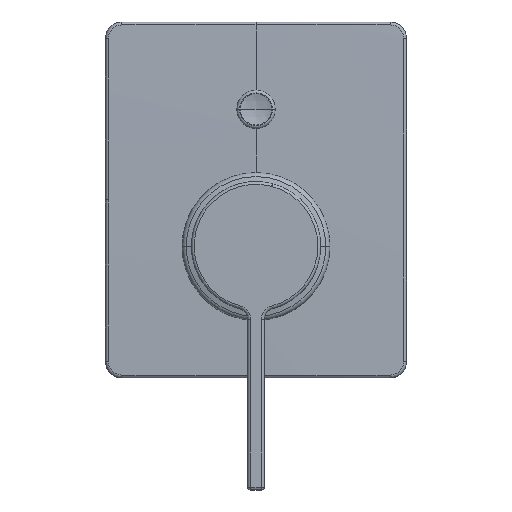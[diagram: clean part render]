
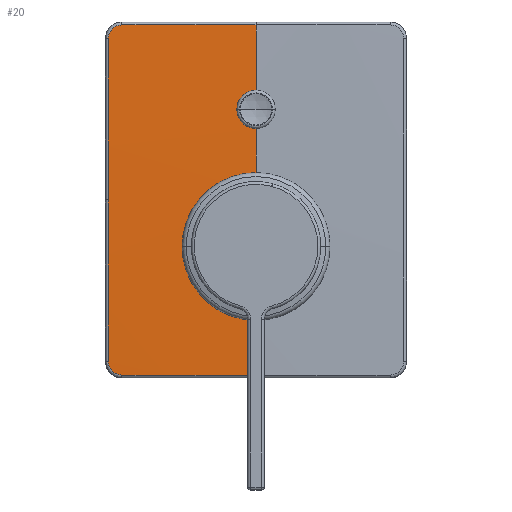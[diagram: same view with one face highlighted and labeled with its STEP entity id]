
A CAD part, top view. The second image highlights one B-rep face of the part: STEP entity #20.
In plain terms, the highlighted spherical face has radius 3500 mm.
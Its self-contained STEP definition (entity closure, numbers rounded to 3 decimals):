
#20 = ADVANCED_FACE ( 'NONE', ( #3571 ), #1820, .T. ) ;
#46 = EDGE_CURVE ( 'NONE', #2304, #3135, #3642, .T. ) ;
#140 = ORIENTED_EDGE ( 'NONE', *, *, #2968, .T. ) ;
#239 = VERTEX_POINT ( 'NONE', #3132 ) ;
#314 = CIRCLE ( 'NONE', #962, 3498.111 ) ;
#320 = CIRCLE ( 'NONE', #2003, 3497.768 ) ;
#333 = ORIENTED_EDGE ( 'NONE', *, *, #2046, .T. ) ;
#396 = B_SPLINE_CURVE_WITH_KNOTS ( 'NONE', 3,
 ( #1085, #1726, #2371, #4025, #4064, #1130 ),
 .UNSPECIFIED., .F., .F.,
 ( 4, 2, 4 ),
 ( 0., 0.5, 1. ),
 .UNSPECIFIED. ) ;
#423 = ORIENTED_EDGE ( 'NONE', *, *, #857, .T. ) ;
#487 = CARTESIAN_POINT ( 'NONE',  ( 10.197, 117.441, -3360.017 ) ) ;
#536 = VERTEX_POINT ( 'NONE', #4112 ) ;
#569 = VERTEX_POINT ( 'NONE', #649 ) ;
#575 = DIRECTION ( 'NONE',  ( 0., -1., -0.017 ) ) ;
#649 = CARTESIAN_POINT ( 'NONE',  ( -43.728, 176.457, 139.07 ) ) ;
#777 = CARTESIAN_POINT ( 'NONE',  ( -43.196, 55.858, 139.034 ) ) ;
#782 = AXIS2_PLACEMENT_3D ( 'NONE', #1681, #3891, #2011 ) ;
#795 = CARTESIAN_POINT ( 'NONE',  ( -43.728, 57.127, 139.048 ) ) ;
#806 = DIRECTION ( 'NONE',  ( -1., 0., 0. ) ) ;
#823 = DIRECTION ( 'NONE',  ( 0., 0., -1. ) ) ;
#857 = EDGE_CURVE ( 'NONE', #2280, #569, #396, .T. ) ;
#962 = AXIS2_PLACEMENT_3D ( 'NONE', #1263, #3478, #1580 ) ;
#1008 = AXIS2_PLACEMENT_3D ( 'NONE', #2696, #806, #3001 ) ;
#1085 = CARTESIAN_POINT ( 'NONE',  ( -38.817, 181.368, 139.056 ) ) ;
#1088 = CARTESIAN_POINT ( 'NONE',  ( 10.197, 117.441, -3360.017 ) ) ;
#1103 = CIRCLE ( 'NONE', #1563, 3498.111 ) ;
#1130 = CARTESIAN_POINT ( 'NONE',  ( -43.728, 176.457, 139.07 ) ) ;
#1258 = EDGE_CURVE ( 'NONE', #3135, #239, #3080, .T. ) ;
#1263 = CARTESIAN_POINT ( 'NONE',  ( -104.769, 117.441, -3358.01 ) ) ;
#1324 = DIRECTION ( 'NONE',  ( 0., 1., -0.017 ) ) ;
#1422 = ORIENTED_EDGE ( 'NONE', *, *, #3390, .T. ) ;
#1433 = AXIS2_PLACEMENT_3D ( 'NONE', #487, #2708, #823 ) ;
#1479 = CARTESIAN_POINT ( 'NONE',  ( 10.197, 110.301, 139.976 ) ) ;
#1520 = VERTEX_POINT ( 'NONE', #3366 ) ;
#1563 = AXIS2_PLACEMENT_3D ( 'NONE', #3604, #1717, #3926 ) ;
#1580 = DIRECTION ( 'NONE',  ( -0.017, 0., -1. ) ) ;
#1681 = CARTESIAN_POINT ( 'NONE',  ( 10.197, 117.441, 139.976 ) ) ;
#1717 = DIRECTION ( 'NONE',  ( 1., 0., -0.017 ) ) ;
#1726 = CARTESIAN_POINT ( 'NONE',  ( -40.114, 181.369, 139.038 ) ) ;
#1734 = CARTESIAN_POINT ( 'NONE',  ( -38.817, 53.513, 139.056 ) ) ;
#1810 = ORIENTED_EDGE ( 'NONE', *, *, #4020, .T. ) ;
#1815 = CIRCLE ( 'NONE', #782, 7.14 ) ;
#1820 = SPHERICAL_SURFACE ( 'NONE', #3507, 3500. ) ;
#1897 = CARTESIAN_POINT ( 'NONE',  ( 10.197, 181.362, 139.399 ) ) ;
#1950 = CIRCLE ( 'NONE', #1433, 3500. ) ;
#2000 = ORIENTED_EDGE ( 'NONE', *, *, #2618, .T. ) ;
#2003 = AXIS2_PLACEMENT_3D ( 'NONE', #2480, #575, #2787 ) ;
#2011 = DIRECTION ( 'NONE',  ( 0., 1., 0. ) ) ;
#2026 = VERTEX_POINT ( 'NONE', #1897 ) ;
#2039 = CARTESIAN_POINT ( 'NONE',  ( -41.386, 54.046, 139.029 ) ) ;
#2046 = EDGE_CURVE ( 'NONE', #536, #2304, #314, .T. ) ;
#2158 = CIRCLE ( 'NONE', #1008, 3500. ) ;
#2226 = EDGE_LOOP ( 'NONE', ( #3457, #2000, #1810, #3157, #140, #423, #1422, #333, #2764 ) ) ;
#2280 = VERTEX_POINT ( 'NONE', #2686 ) ;
#2304 = VERTEX_POINT ( 'NONE', #2987 ) ;
#2371 = CARTESIAN_POINT ( 'NONE',  ( -41.382, 180.837, 139.029 ) ) ;
#2480 = CARTESIAN_POINT ( 'NONE',  ( 10.197, 242.407, -3357.836 ) ) ;
#2618 = EDGE_CURVE ( 'NONE', #239, #3587, #2158, .T. ) ;
#2676 = CARTESIAN_POINT ( 'NONE',  ( -43.728, 58.424, 139.07 ) ) ;
#2678 = EDGE_CURVE ( 'NONE', #2026, #1520, #1950, .T. ) ;
#2686 = CARTESIAN_POINT ( 'NONE',  ( -38.817, 181.368, 139.056 ) ) ;
#2696 = CARTESIAN_POINT ( 'NONE',  ( 10.197, 117.441, -3360.017 ) ) ;
#2708 = DIRECTION ( 'NONE',  ( 1., 0., 0. ) ) ;
#2764 = ORIENTED_EDGE ( 'NONE', *, *, #46, .T. ) ;
#2787 = DIRECTION ( 'NONE',  ( 0., 0.017, -1. ) ) ;
#2968 = EDGE_CURVE ( 'NONE', #2026, #2280, #320, .T. ) ;
#2977 = DIRECTION ( 'NONE',  ( 0., 1., 0. ) ) ;
#2987 = CARTESIAN_POINT ( 'NONE',  ( -43.728, 58.424, 139.07 ) ) ;
#3001 = DIRECTION ( 'NONE',  ( 0., -1., 0. ) ) ;
#3080 = CIRCLE ( 'NONE', #3316, 3497.768 ) ;
#3132 = CARTESIAN_POINT ( 'NONE',  ( 10.197, 53.519, 139.399 ) ) ;
#3135 = VERTEX_POINT ( 'NONE', #1734 ) ;
#3157 = ORIENTED_EDGE ( 'NONE', *, *, #2678, .F. ) ;
#3219 = CARTESIAN_POINT ( 'NONE',  ( 10.197, -7.526, -3357.836 ) ) ;
#3283 = CARTESIAN_POINT ( 'NONE',  ( -38.817, 53.513, 139.056 ) ) ;
#3316 = AXIS2_PLACEMENT_3D ( 'NONE', #3219, #1324, #3537 ) ;
#3366 = CARTESIAN_POINT ( 'NONE',  ( 10.197, 124.58, 139.976 ) ) ;
#3390 = EDGE_CURVE ( 'NONE', #569, #536, #1103, .T. ) ;
#3457 = ORIENTED_EDGE ( 'NONE', *, *, #1258, .T. ) ;
#3478 = DIRECTION ( 'NONE',  ( 1., 0., -0.017 ) ) ;
#3507 = AXIS2_PLACEMENT_3D ( 'NONE', #1088, #3614, #2977 ) ;
#3537 = DIRECTION ( 'NONE',  ( 0., 0.017, 1. ) ) ;
#3571 = FACE_OUTER_BOUND ( 'NONE', #2226, .T. ) ;
#3587 = VERTEX_POINT ( 'NONE', #1479 ) ;
#3604 = CARTESIAN_POINT ( 'NONE',  ( -104.769, 117.441, -3358.01 ) ) ;
#3614 = DIRECTION ( 'NONE',  ( -1., 0., 0. ) ) ;
#3642 = B_SPLINE_CURVE_WITH_KNOTS ( 'NONE', 3,
 ( #2676, #795, #777, #2039, #3917, #3283 ),
 .UNSPECIFIED., .F., .F.,
 ( 4, 2, 4 ),
 ( 0., 0.5, 1. ),
 .UNSPECIFIED. ) ;
#3891 = DIRECTION ( 'NONE',  ( 0., 0., -1. ) ) ;
#3917 = CARTESIAN_POINT ( 'NONE',  ( -40.114, 53.513, 139.038 ) ) ;
#3926 = DIRECTION ( 'NONE',  ( -0.017, 0., -1. ) ) ;
#4020 = EDGE_CURVE ( 'NONE', #3587, #1520, #1815, .T. ) ;
#4025 = CARTESIAN_POINT ( 'NONE',  ( -43.194, 179.026, 139.034 ) ) ;
#4064 = CARTESIAN_POINT ( 'NONE',  ( -43.728, 177.754, 139.048 ) ) ;
#4112 = CARTESIAN_POINT ( 'NONE',  ( -43.719, 117.441, 139.568 ) ) ;
